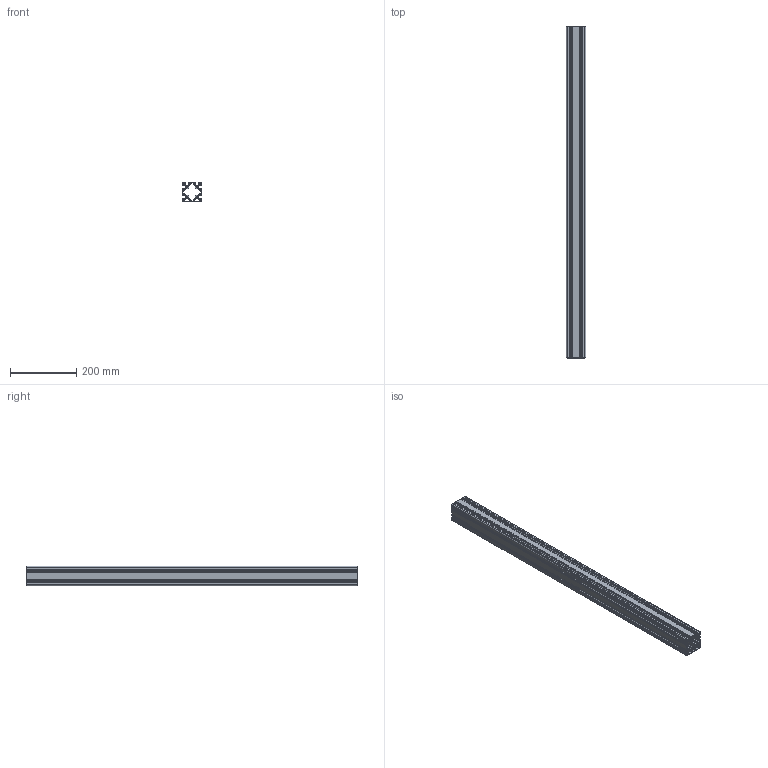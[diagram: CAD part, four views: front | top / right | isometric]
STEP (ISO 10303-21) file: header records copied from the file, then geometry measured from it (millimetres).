
FILE_DESCRIPTION(/* description */ ('KriTec Profil 6 60x60 2N leicht'),/* implementation_level */ '2;1');
FILE_NAME(/* name */ '13187_KriTec_Profil_6_60x60_2N_leicht_1.stp',/* time_stamp */ '2019-10-25T13:27:54+02:00',/* author */ ('jendrek'),/* organization */ (''),/* preprocessor_version */ 'ST-DEVELOPER v17',/* originating_system */ 'Autodesk Inventor 2018',/* authorisation */ '');
FILE_SCHEMA (('AUTOMOTIVE_DESIGN { 1 0 10303 214 3 1 1 }'));
Length unit declared in the file: millimetre
Products named in the file (1): 13187-1000
Bounding box: 60 x 1000 x 60 mm (x, y, z)
Volume: 1015610.6 mm3; surface area: 848461.1 mm2
Topology: 1 solids, 1 shells, 304 faces, 906 edges, 604 vertices
Faces by surface type: cylinder 152, plane 152
Full cylindrical faces by diameter (mm): 5 x4
Entity records: 10377 total; most frequent: DIRECTION 1820, CARTESIAN_POINT 1815, ORIENTED_EDGE 1812, EDGE_CURVE 906, AXIS2_PLACEMENT_3D 609, VERTEX_POINT 604, LINE 602, VECTOR 602
